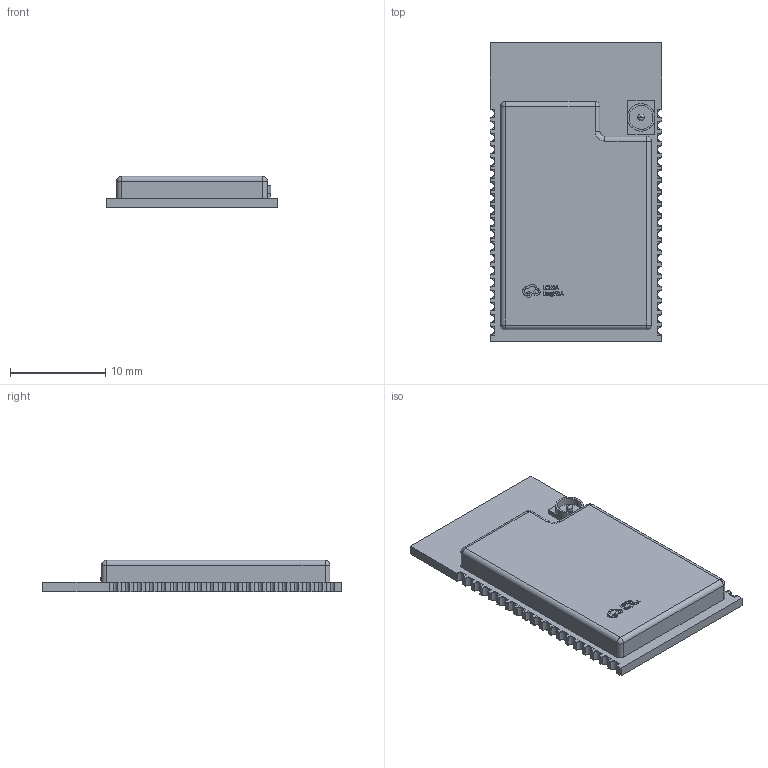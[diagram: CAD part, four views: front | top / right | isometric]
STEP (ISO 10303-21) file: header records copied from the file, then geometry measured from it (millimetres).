
FILE_DESCRIPTION (( 'STEP AP214' ), '1' );
FILE_NAME ('WIRELM-SMD_L31.4-W18.0-H3.3-ESP32-WROVER-IB.step', '2022-07-15T13:54:51', ( '' ), ( '' ), 'SwSTEP 2.0', 'SolidWorks 2020', '' );
FILE_SCHEMA (( 'AUTOMOTIVE_DESIGN' ));
Length unit declared in the file: millimetre
Products named in the file (1): WIRELM-SMD_L31.4-W18.0-H3.3-ESP32-WROVER-IB
Bounding box: 18 x 31.4 x 3.3 mm (x, y, z)
Volume: 1387.1 mm3; surface area: 1415.6 mm2
Topology: 14 solids, 14 shells, 512 faces, 1554 edges, 1077 vertices
Faces by surface type: plane 317, bspline 112, cylinder 75, sphere 5, torus 3
Entity records: 24455 total; most frequent: CARTESIAN_POINT 5243, ORIENTED_EDGE 3098, DIRECTION 2282, EDGE_CURVE 1549, LINE 1162, VECTOR 1162, VERTEX_POINT 1077, AXIS2_PLACEMENT_3D 560
